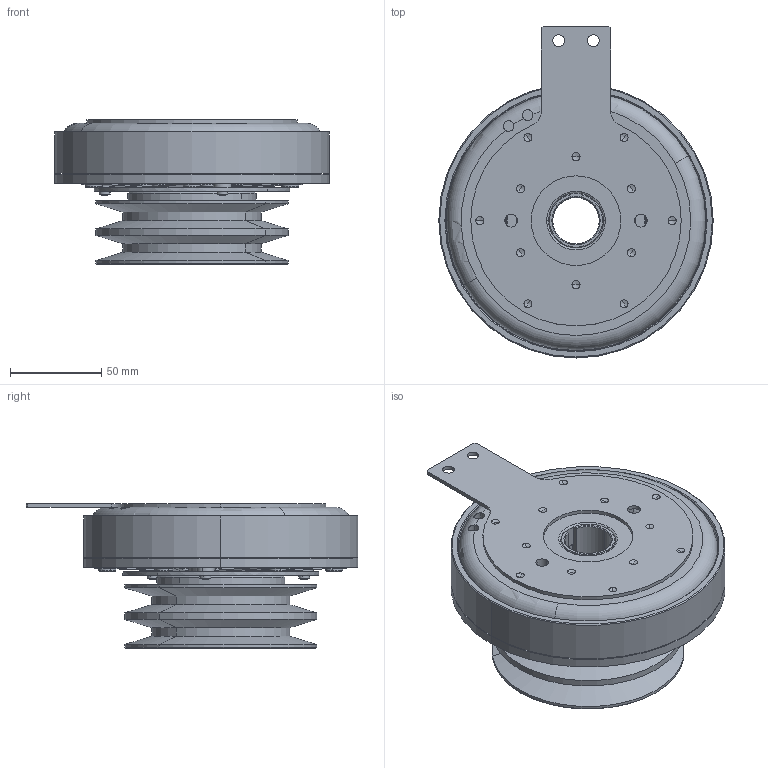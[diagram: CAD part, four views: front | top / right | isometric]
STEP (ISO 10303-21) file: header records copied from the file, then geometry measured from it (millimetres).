
FILE_DESCRIPTION (( 'STEP AP214' ), '1' );
FILE_NAME ('50981200_電磁クラッチ.STEP', '2010-02-19T02:38:31', ( ' ' ), ( '' ), 'SwSTEP 2.0', 'SolidWorks 2007', '' );
FILE_SCHEMA (( 'AUTOMOTIVE_DESIGN' ));
Length unit declared in the file: millimetre
Products named in the file (1): 50981200_電磁クラッチ
Bounding box: 150 x 181.4 x 79 mm (x, y, z)
Volume: 662320.7 mm3; surface area: 222765.7 mm2
Topology: 1 solids, 16 shells, 699 faces, 1808 edges, 1137 vertices
Faces by surface type: cylinder 369, plane 210, cone 100, torus 20
Entity records: 29469 total; most frequent: DIRECTION 4138, CARTESIAN_POINT 3789, ORIENTED_EDGE 3568, EDGE_CURVE 1784, AXIS2_PLACEMENT_3D 1688, VERTEX_POINT 1137, CIRCLE 988, EDGE_LOOP 843
